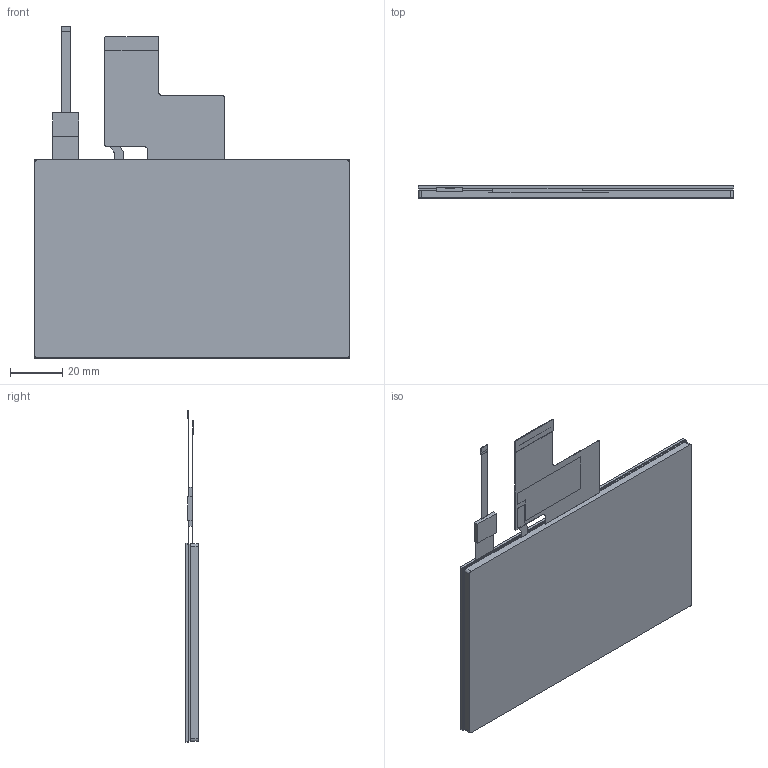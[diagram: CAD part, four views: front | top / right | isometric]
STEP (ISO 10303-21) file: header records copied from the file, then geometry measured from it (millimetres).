
FILE_DESCRIPTION((''),'2;1');
FILE_NAME('050-PTS','2018-12-20T',('SEACOMP'),(''),'CREO PARAMETRIC BY PTC INC, 2015480','CREO PARAMETRIC BY PTC INC, 2015480','');
FILE_SCHEMA(('AUTOMOTIVE_DESIGN { 1 0 10303 214 1 1 1 1 }'));
Length unit declared in the file: millimetre
Products named in the file (1): 050-PTS
Bounding box: 121.1 x 4.72 x 127.38 mm (x, y, z)
Volume: 44372.5 mm3; surface area: 24530.9 mm2
Topology: 2 solids, 2 shells, 96 faces, 256 edges, 170 vertices
Faces by surface type: plane 74, cylinder 22
Entity records: 3038 total; most frequent: CARTESIAN_POINT 524, ORIENTED_EDGE 512, DIRECTION 492, EDGE_CURVE 256, VECTOR 212, LINE 212, VERTEX_POINT 170, AXIS2_PLACEMENT_3D 140
